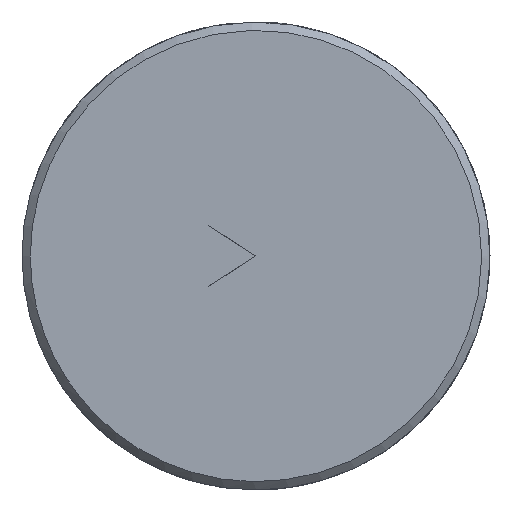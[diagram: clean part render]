
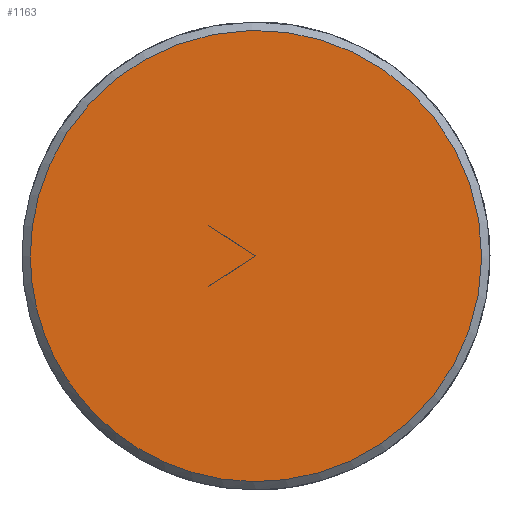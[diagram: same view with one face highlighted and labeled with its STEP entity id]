
A CAD part, left-side view. The second image highlights one B-rep face of the part: STEP entity #1163.
In plain terms, the highlighted free-form (B-spline) face has degree [5, 1] with [6, 2] control points.
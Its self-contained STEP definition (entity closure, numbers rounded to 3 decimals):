
#1091 = CARTESIAN_POINT ('', (-89., 6.75, 0.));
#1092 = VERTEX_POINT ('', #1091);
#1100 = CARTESIAN_POINT ('', (-89., 6.75, 0.));
#1101 = CARTESIAN_POINT ('', (-89., 6.75, 27.));
#1102 = CARTESIAN_POINT ('', (-89., -20.25, 13.5));
#1103 = CARTESIAN_POINT ('', (-89., -20.25, -13.5));
#1104 = CARTESIAN_POINT ('', (-89., 6.75, -27.));
#1105 = CARTESIAN_POINT ('', (-89., 6.75, 0.));
#1106 = (
   BOUNDED_CURVE ()
   B_SPLINE_CURVE (5, (#1100, #1101, #1102, #1103, #1104, #1105), .UNSPECIFIED., .T., .U.)
   B_SPLINE_CURVE_WITH_KNOTS ((6, 6), (0., 1.), .UNSPECIFIED.)
   CURVE ()
   GEOMETRIC_REPRESENTATION_ITEM ()
   RATIONAL_B_SPLINE_CURVE ((5., 1., 1., 1., 1., 5.))
   REPRESENTATION_ITEM ('')
);
#1107 = EDGE_CURVE ('', #1092, #1092, #1106, .T.);
#1139 = CARTESIAN_POINT ('', (-89., 0., 0.));
#1140 = VERTEX_POINT ('', #1139);
#1141 = CARTESIAN_POINT ('', (-89., 0., 0.));
#1142 = CARTESIAN_POINT ('', (-89., 6.75, 0.));
#1143 = B_SPLINE_CURVE_WITH_KNOTS ('', 1, (#1141, #1142), .UNSPECIFIED., .F., .U., (2, 2), (0., 1.), .UNSPECIFIED.);
#1144 = EDGE_CURVE ('', #1140, #1092, #1143, .T.);
#1145 = ORIENTED_EDGE ('', *, *, #1144, .F.);
#1146 = ORIENTED_EDGE ('', *, *, #1144, .T.);
#1147 = ORIENTED_EDGE ('', *, *, #1107, .F.);
#1148 = EDGE_LOOP ('', (#1145, #1146, #1147));
#1149 = FACE_OUTER_BOUND ('', #1148, .T.);
#1150 = CARTESIAN_POINT ('', (-89., 0., 0.));
#1151 = CARTESIAN_POINT ('', (-89., 6.75, 0.));
#1152 = CARTESIAN_POINT ('', (-89., 0., 0.));
#1153 = CARTESIAN_POINT ('', (-89., 6.75, 27.));
#1154 = CARTESIAN_POINT ('', (-89., 0., 0.));
#1155 = CARTESIAN_POINT ('', (-89., -20.25, 13.5));
#1156 = CARTESIAN_POINT ('', (-89., 0., 0.));
#1157 = CARTESIAN_POINT ('', (-89., -20.25, -13.5));
#1158 = CARTESIAN_POINT ('', (-89., 0., 0.));
#1159 = CARTESIAN_POINT ('', (-89., 6.75, -27.));
#1160 = CARTESIAN_POINT ('', (-89., 0., 0.));
#1161 = CARTESIAN_POINT ('', (-89., 6.75, 0.));
#1162 = (
   BOUNDED_SURFACE ()
   B_SPLINE_SURFACE (5, 1, ((#1150, #1151), (#1152, #1153), (#1154, #1155), (#1156, #1157), (#1158, #1159), (#1160, #1161)), .UNSPECIFIED., .T., .F., .U.)
   B_SPLINE_SURFACE_WITH_KNOTS ((6, 6), (2, 2), (0., 1.), (0., 1.), .UNSPECIFIED.)
   SURFACE ()
   GEOMETRIC_REPRESENTATION_ITEM ()
   RATIONAL_B_SPLINE_SURFACE (((5., 5.), (1., 1.), (1., 1.), (1., 1.), (1., 1.), (5., 5.)))
   REPRESENTATION_ITEM ('')
);
#1163 = ADVANCED_FACE ('', (#1149), #1162, .T.);
